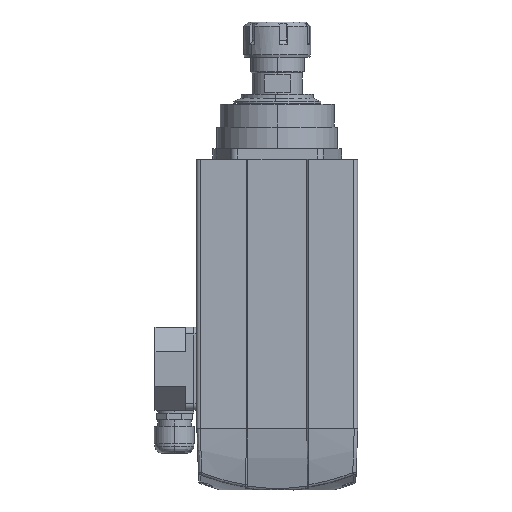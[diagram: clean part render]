
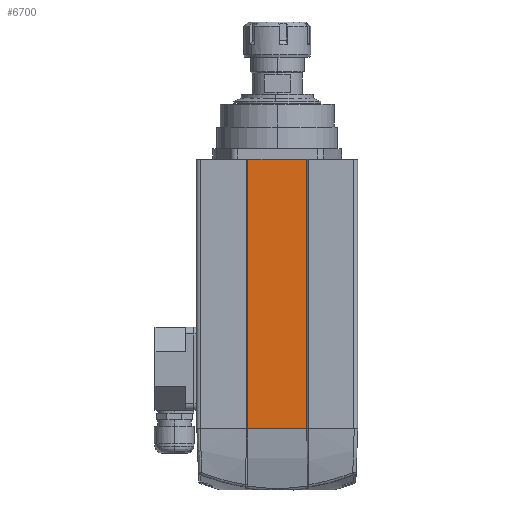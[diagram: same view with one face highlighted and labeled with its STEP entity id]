
A CAD part, left-side view. The second image highlights one B-rep face of the part: STEP entity #6700.
In plain terms, the highlighted planar face has unit normal (-1, 0, 0).
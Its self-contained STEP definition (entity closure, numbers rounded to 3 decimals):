
#765 = CARTESIAN_POINT ( 'NONE',  ( -11419.438, 0., 201. ) ) ;
#889 = CARTESIAN_POINT ( 'NONE',  ( -11419.438, 0., 0. ) ) ;
#1709 = ORIENTED_EDGE ( 'NONE', *, *, #21629, .F. ) ;
#1863 = LINE ( 'NONE', #25798, #32185 ) ;
#2724 = VERTEX_POINT ( 'NONE', #24836 ) ;
#3607 = DIRECTION ( 'NONE',  ( 1., 0., 0. ) ) ;
#3608 = VERTEX_POINT ( 'NONE', #13342 ) ;
#5606 = FACE_OUTER_BOUND ( 'NONE', #16220, .T. ) ;
#6398 = CARTESIAN_POINT ( 'NONE',  ( -11419.438, 0., 201. ) ) ;
#6399 = VERTEX_POINT ( 'NONE', #23949 ) ;
#6700 = ADVANCED_FACE ( 'NONE', ( #5606 ), #11140, .F. ) ;
#10838 = LINE ( 'NONE', #21820, #25833 ) ;
#10871 = ORIENTED_EDGE ( 'NONE', *, *, #31174, .F. ) ;
#11140 = PLANE ( 'NONE',  #32255 ) ;
#11812 = DIRECTION ( 'NONE',  ( 0., 0., 1. ) ) ;
#12197 = VERTEX_POINT ( 'NONE', #17439 ) ;
#13342 = CARTESIAN_POINT ( 'NONE',  ( -11419.438, -7642.289, 0. ) ) ;
#16220 = EDGE_LOOP ( 'NONE', ( #10871, #26855, #1709, #19354 ) ) ;
#16449 = DIRECTION ( 'NONE',  ( 0., -1., 0. ) ) ;
#16726 = VECTOR ( 'NONE', #26430, 1000. ) ;
#17439 = CARTESIAN_POINT ( 'NONE',  ( -11419.438, -7598.289, 0. ) ) ;
#18417 = EDGE_CURVE ( 'NONE', #12197, #3608, #30555, .T. ) ;
#19354 = ORIENTED_EDGE ( 'NONE', *, *, #18417, .T. ) ;
#21629 = EDGE_CURVE ( 'NONE', #12197, #2724, #10838, .T. ) ;
#21820 = CARTESIAN_POINT ( 'NONE',  ( -11419.438, -7598.289, 201. ) ) ;
#22022 = EDGE_CURVE ( 'NONE', #2724, #6399, #28935, .T. ) ;
#23689 = DIRECTION ( 'NONE',  ( 0., 0., -1. ) ) ;
#23704 = DIRECTION ( 'NONE',  ( 0., 0., -1. ) ) ;
#23949 = CARTESIAN_POINT ( 'NONE',  ( -11419.438, -7642.289, 201. ) ) ;
#24836 = CARTESIAN_POINT ( 'NONE',  ( -11419.438, -7598.289, 201. ) ) ;
#25798 = CARTESIAN_POINT ( 'NONE',  ( -11419.438, -7642.289, 201. ) ) ;
#25833 = VECTOR ( 'NONE', #11812, 1000. ) ;
#26430 = DIRECTION ( 'NONE',  ( 0., -1., 0. ) ) ;
#26855 = ORIENTED_EDGE ( 'NONE', *, *, #22022, .F. ) ;
#28935 = LINE ( 'NONE', #765, #16726 ) ;
#30555 = LINE ( 'NONE', #889, #30938 ) ;
#30938 = VECTOR ( 'NONE', #16449, 1000. ) ;
#31174 = EDGE_CURVE ( 'NONE', #6399, #3608, #1863, .T. ) ;
#32185 = VECTOR ( 'NONE', #23689, 1000. ) ;
#32255 = AXIS2_PLACEMENT_3D ( 'NONE', #6398, #3607, #23704 ) ;
